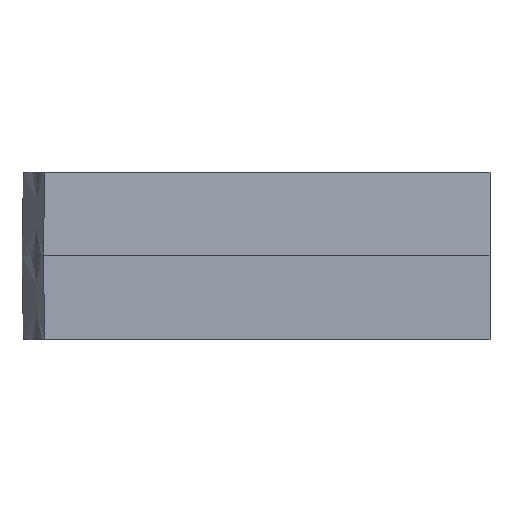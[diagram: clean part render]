
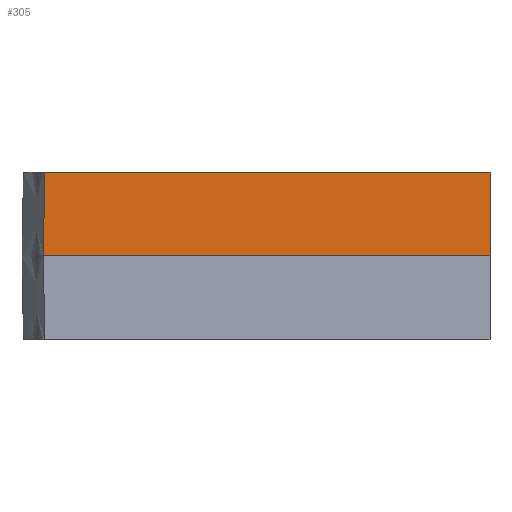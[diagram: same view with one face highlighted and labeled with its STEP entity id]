
A CAD part, top view. The second image highlights one B-rep face of the part: STEP entity #305.
In plain terms, the highlighted planar face has unit normal (0, 0.013, 1).
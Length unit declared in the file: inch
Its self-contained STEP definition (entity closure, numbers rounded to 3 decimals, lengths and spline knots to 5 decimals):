
#33=FACE_OUTER_BOUND('',#51,.T.);
#51=EDGE_LOOP('',(#215,#216,#217,#218));
#68=LINE('',#415,#99);
#81=LINE('',#441,#112);
#82=LINE('',#443,#113);
#83=LINE('',#444,#114);
#99=VECTOR('',#354,0.3937);
#112=VECTOR('',#369,0.3937);
#113=VECTOR('',#370,0.3937);
#114=VECTOR('',#371,0.3937);
#130=VERTEX_POINT('',#413);
#131=VERTEX_POINT('',#414);
#143=VERTEX_POINT('',#440);
#144=VERTEX_POINT('',#442);
#158=EDGE_CURVE('',#130,#131,#68,.T.);
#171=EDGE_CURVE('',#143,#130,#81,.T.);
#172=EDGE_CURVE('',#143,#144,#82,.T.);
#173=EDGE_CURVE('',#144,#131,#83,.T.);
#215=ORIENTED_EDGE('',*,*,#158,.F.);
#216=ORIENTED_EDGE('',*,*,#171,.F.);
#217=ORIENTED_EDGE('',*,*,#172,.T.);
#218=ORIENTED_EDGE('',*,*,#173,.T.);
#291=PLANE('',#337);
#305=ADVANCED_FACE('',(#33),#291,.F.);
#337=AXIS2_PLACEMENT_3D('',#439,#367,#368);
#354=DIRECTION('',(0.,-1.,0.012));
#367=DIRECTION('center_axis',(0.,-0.012,
-1.));
#368=DIRECTION('ref_axis',(0.,1.,-0.012));
#369=DIRECTION('',(1.,0.,0.));
#370=DIRECTION('',(-0.012,-1.,0.012));
#371=DIRECTION('',(1.,0.,0.));
#413=CARTESIAN_POINT('',(-354.875,85.4,30.));
#414=CARTESIAN_POINT('',(-354.875,75.4,30.125));
#415=CARTESIAN_POINT('',(-354.875,70.50155,30.18623));
#439=CARTESIAN_POINT('Origin',(-408.125,75.4,30.125));
#440=CARTESIAN_POINT('',(-408.125,85.4,30.));
#441=CARTESIAN_POINT('',(-408.125,85.4,30.));
#442=CARTESIAN_POINT('',(-408.25,75.4,30.125));
#443=CARTESIAN_POINT('',(-408.24371,75.90297,30.11871));
#444=CARTESIAN_POINT('',(-408.125,75.4,30.125));
